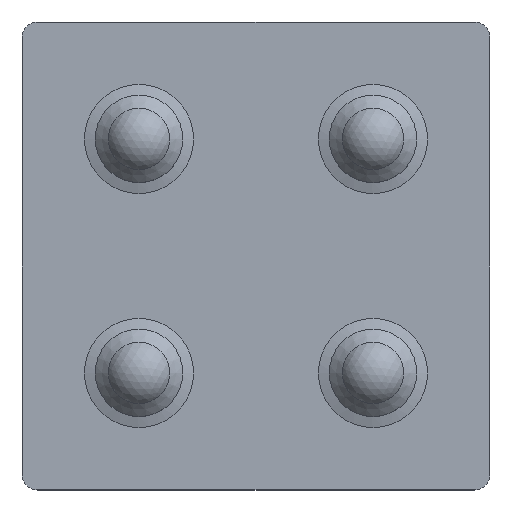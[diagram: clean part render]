
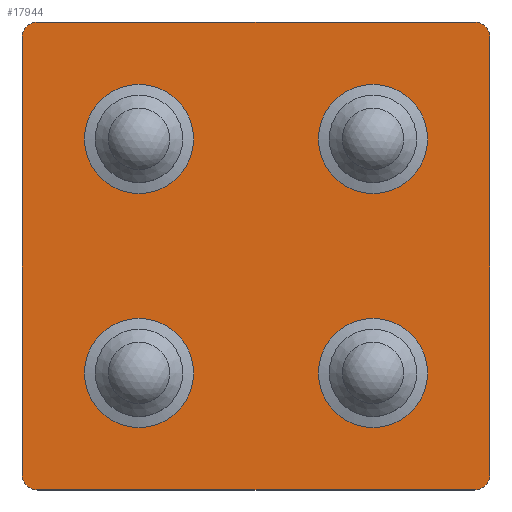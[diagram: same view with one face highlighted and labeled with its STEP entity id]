
A CAD part, top view. The second image highlights one B-rep face of the part: STEP entity #17944.
In plain terms, the highlighted planar face has unit normal (0, 0, 1).
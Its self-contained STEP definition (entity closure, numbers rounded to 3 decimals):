
#9526=VECTOR('',#14878,1.);
#9527=VECTOR('',#14881,1.);
#9528=VECTOR('',#14884,1.);
#9529=VECTOR('',#14887,1.);
#10030=LINE('',#18368,#9526);
#10031=LINE('',#18372,#9527);
#10032=LINE('',#18376,#9528);
#10033=LINE('',#18379,#9529);
#10544=ORIENTED_EDGE('',*,*,#13108,.F.);
#10545=ORIENTED_EDGE('',*,*,#13111,.F.);
#10546=ORIENTED_EDGE('',*,*,#13112,.F.);
#10547=ORIENTED_EDGE('',*,*,#13113,.F.);
#10548=ORIENTED_EDGE('',*,*,#13114,.F.);
#10549=ORIENTED_EDGE('',*,*,#13115,.F.);
#10550=ORIENTED_EDGE('',*,*,#13116,.F.);
#10551=ORIENTED_EDGE('',*,*,#13117,.F.);
#10552=ORIENTED_EDGE('',*,*,#13118,.F.);
#10553=ORIENTED_EDGE('',*,*,#13119,.F.);
#10554=ORIENTED_EDGE('',*,*,#13120,.F.);
#10555=ORIENTED_EDGE('',*,*,#13121,.F.);
#12336=CIRCLE('',#16922,3.);
#12337=CIRCLE('',#16924,3.);
#12338=CIRCLE('',#16925,3.);
#12339=CIRCLE('',#16926,3.);
#12340=CIRCLE('',#16927,4.5);
#12341=CIRCLE('',#16928,4.5);
#12342=CIRCLE('',#16929,4.5);
#12343=CIRCLE('',#16930,4.5);
#12504=VERTEX_POINT('',#18361);
#12505=VERTEX_POINT('',#18362);
#12506=VERTEX_POINT('',#18367);
#12507=VERTEX_POINT('',#18369);
#12508=VERTEX_POINT('',#18371);
#12509=VERTEX_POINT('',#18373);
#12510=VERTEX_POINT('',#18375);
#12511=VERTEX_POINT('',#18377);
#12512=VERTEX_POINT('',#18380);
#12513=VERTEX_POINT('',#18382);
#12514=VERTEX_POINT('',#18384);
#12515=VERTEX_POINT('',#18386);
#13108=EDGE_CURVE('',#12504,#12505,#12336,.T.);
#13111=EDGE_CURVE('',#12506,#12504,#10030,.T.);
#13112=EDGE_CURVE('',#12507,#12506,#12337,.T.);
#13113=EDGE_CURVE('',#12508,#12507,#10031,.T.);
#13114=EDGE_CURVE('',#12509,#12508,#12338,.T.);
#13115=EDGE_CURVE('',#12510,#12509,#10032,.T.);
#13116=EDGE_CURVE('',#12511,#12510,#12339,.T.);
#13117=EDGE_CURVE('',#12505,#12511,#10033,.T.);
#13118=EDGE_CURVE('',#12512,#12512,#12340,.T.);
#13119=EDGE_CURVE('',#12513,#12513,#12341,.T.);
#13120=EDGE_CURVE('',#12514,#12514,#12342,.T.);
#13121=EDGE_CURVE('',#12515,#12515,#12343,.T.);
#14002=EDGE_LOOP('',(#10544,#10545,#10546,#10547,#10548,#10549,#10550,#10551));
#14003=EDGE_LOOP('',(#10552));
#14004=EDGE_LOOP('',(#10553));
#14005=EDGE_LOOP('',(#10554));
#14006=EDGE_LOOP('',(#10555));
#14428=FACE_BOUND('',#14002,.T.);
#14429=FACE_BOUND('',#14003,.T.);
#14430=FACE_BOUND('',#14004,.T.);
#14431=FACE_BOUND('',#14005,.T.);
#14432=FACE_BOUND('',#14006,.T.);
#14872=DIRECTION('',(0.,0.,-1.));
#14873=DIRECTION('',(0.,-3.,0.));
#14876=DIRECTION('',(0.,0.,1.));
#14877=DIRECTION('',(0.,-1.,0.));
#14878=DIRECTION('',(-84.,0.,0.));
#14879=DIRECTION('',(0.,0.,-1.));
#14880=DIRECTION('',(3.,0.,0.));
#14881=DIRECTION('',(0.,-84.,0.));
#14882=DIRECTION('',(0.,0.,-1.));
#14883=DIRECTION('',(0.,3.,0.));
#14884=DIRECTION('',(84.,0.,0.));
#14885=DIRECTION('',(0.,0.,-1.));
#14886=DIRECTION('',(-3.,0.,0.));
#14887=DIRECTION('',(0.,84.,0.));
#14888=DIRECTION('',(0.,0.,1.));
#14889=DIRECTION('',(0.,4.5,0.));
#14890=DIRECTION('',(0.,0.,1.));
#14891=DIRECTION('',(0.,4.5,0.));
#14892=DIRECTION('',(0.,0.,1.));
#14893=DIRECTION('',(0.,4.5,0.));
#14894=DIRECTION('',(0.,0.,1.));
#14895=DIRECTION('',(0.,4.5,0.));
#16922=AXIS2_PLACEMENT_3D('',#18363,#14872,#14873);
#16923=AXIS2_PLACEMENT_3D('',#18366,#14876,#14877);
#16924=AXIS2_PLACEMENT_3D('',#18370,#14879,#14880);
#16925=AXIS2_PLACEMENT_3D('',#18374,#14882,#14883);
#16926=AXIS2_PLACEMENT_3D('',#18378,#14885,#14886);
#16927=AXIS2_PLACEMENT_3D('',#18381,#14888,#14889);
#16928=AXIS2_PLACEMENT_3D('',#18383,#14890,#14891);
#16929=AXIS2_PLACEMENT_3D('',#18385,#14892,#14893);
#16930=AXIS2_PLACEMENT_3D('',#18387,#14894,#14895);
#17693=PLANE('',#16923);
#17944=ADVANCED_FACE('',(#14428,#14429,#14430,#14431,#14432),#17693,.T.);
#18361=CARTESIAN_POINT('',(17.327,-10.174,4.));
#18362=CARTESIAN_POINT('',(14.327,-7.174,4.));
#18363=CARTESIAN_POINT('',(17.327,-7.174,4.));
#18366=CARTESIAN_POINT('',(17.327,-10.174,4.));
#18367=CARTESIAN_POINT('',(101.327,-10.174,4.));
#18368=CARTESIAN_POINT('',(101.327,-10.174,4.));
#18369=CARTESIAN_POINT('',(104.327,-7.174,4.));
#18370=CARTESIAN_POINT('',(101.327,-7.174,4.));
#18371=CARTESIAN_POINT('',(104.327,76.826,4.));
#18372=CARTESIAN_POINT('',(104.327,76.826,4.));
#18373=CARTESIAN_POINT('',(101.327,79.826,4.));
#18374=CARTESIAN_POINT('',(101.327,76.826,4.));
#18375=CARTESIAN_POINT('',(17.327,79.826,4.));
#18376=CARTESIAN_POINT('',(17.327,79.826,4.));
#18377=CARTESIAN_POINT('',(14.327,76.826,4.));
#18378=CARTESIAN_POINT('',(17.327,76.826,4.));
#18379=CARTESIAN_POINT('',(14.327,-7.174,4.));
#18380=CARTESIAN_POINT('',(36.827,16.826,4.));
#18381=CARTESIAN_POINT('',(36.827,12.326,4.));
#18382=CARTESIAN_POINT('',(81.827,16.826,4.));
#18383=CARTESIAN_POINT('',(81.827,12.326,4.));
#18384=CARTESIAN_POINT('',(36.827,61.826,4.));
#18385=CARTESIAN_POINT('',(36.827,57.326,4.));
#18386=CARTESIAN_POINT('',(81.827,61.826,4.));
#18387=CARTESIAN_POINT('',(81.827,57.326,4.));
